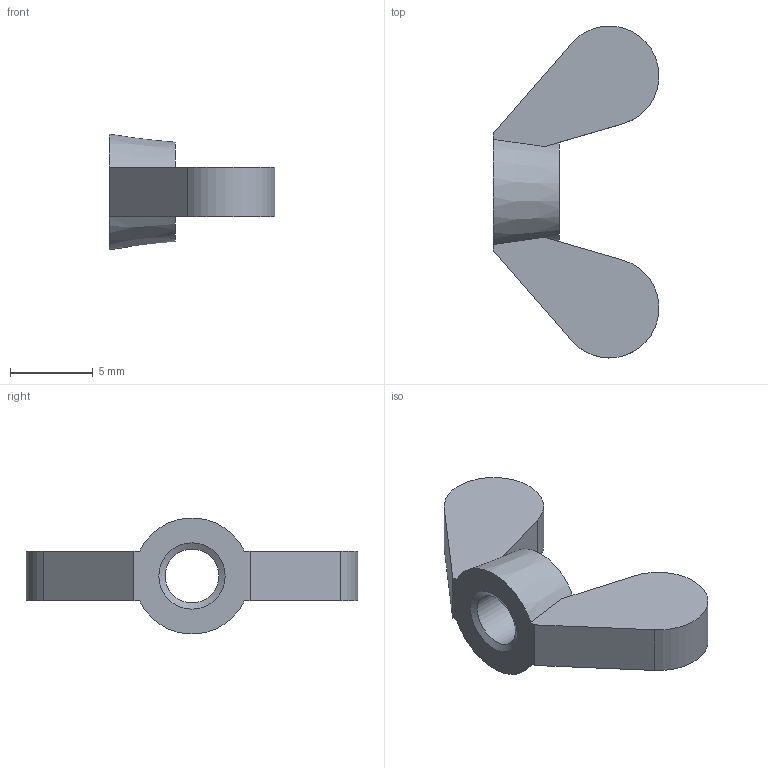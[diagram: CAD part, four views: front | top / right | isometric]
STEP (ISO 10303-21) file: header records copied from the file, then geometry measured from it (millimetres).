
FILE_DESCRIPTION(/* description */ ('Dado ad alette'),/* implementation_level */ '2;1');
FILE_NAME(/* name */ 'JIS B 1185 Tipo 1 - Metrico M4_ipt_782ab3f6.STEP',/* time_stamp */ '2020-02-10T12:18:27+01:00',/* author */ ('socci'),/* organization */ (''),/* preprocessor_version */ 'ST-DEVELOPER v18',/* originating_system */ 'Autodesk Inventor 2020',/* authorisation */ '');
FILE_SCHEMA (('AUTOMOTIVE_DESIGN { 1 0 10303 214 3 1 1 }'));
Length unit declared in the file: millimetre
Products named in the file (1): JIS B 1185 - M4
Bounding box: 9.99 x 20 x 6.97 mm (x, y, z)
Volume: 356 mm3; surface area: 459.8 mm2
Topology: 1 solids, 1 shells, 16 faces, 40 edges, 26 vertices
Faces by surface type: plane 10, cone 3, cylinder 3
Full cylindrical faces by diameter (mm): 3.242 x1
Entity records: 525 total; most frequent: CARTESIAN_POINT 91, DIRECTION 86, ORIENTED_EDGE 80, EDGE_CURVE 40, AXIS2_PLACEMENT_3D 33, VERTEX_POINT 26, LINE 20, VECTOR 20
